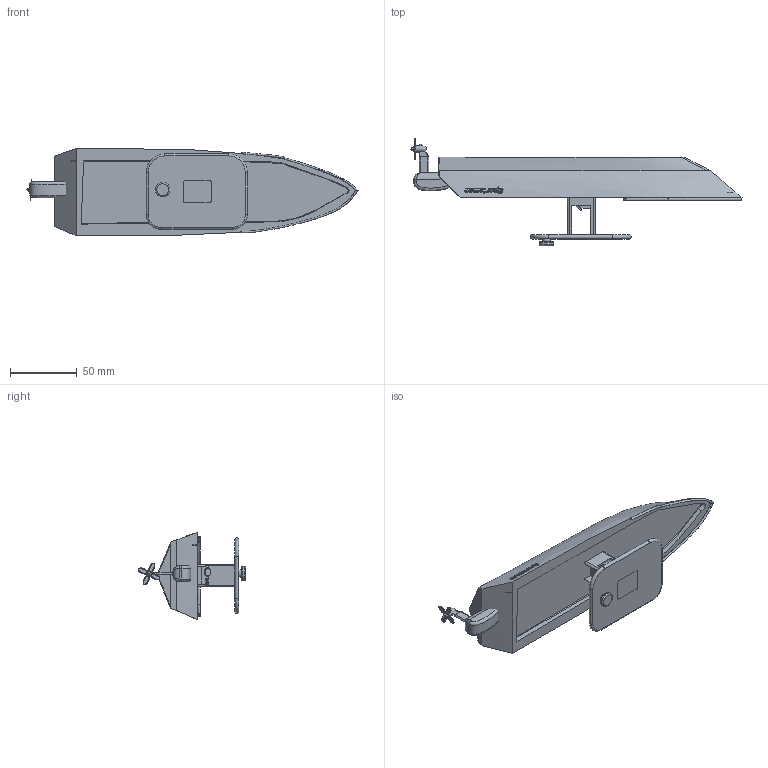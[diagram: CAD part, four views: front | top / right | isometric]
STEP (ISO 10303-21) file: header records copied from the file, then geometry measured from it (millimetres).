
FILE_DESCRIPTION(('FreeCAD Model'),'2;1');
FILE_NAME('Open CASCADE Shape Model','2025-05-05T06:04:36',('FreeCAD'),( 'FreeCAD'),'Open CASCADE STEP processor 7.6','FreeCAD','Unknown');
FILE_SCHEMA(('AUTOMOTIVE_DESIGN { 1 0 10303 214 1 1 1 1 }'));
Products named in the file (1): Open CASCADE STEP translator 7.6 1
Bounding box: 247.93 x 80.15 x 65.26 mm (x, y, z)
Volume: 232731.1 mm3; surface area: 50807.6 mm2
Topology: 38 solids, 38 shells, 858 faces, 2314 edges, 1507 vertices
Faces by surface type: bspline 686, plane 135, cylinder 28, torus 9
Full cylindrical faces by diameter (mm): 1.332 x1, 2.423 x1, 5.392 x1, 10.843 x1
Entity records: 50612 total; most frequent: CARTESIAN_POINT 33985, ORIENTED_EDGE 4582, EDGE_CURVE 2291, VERTEX_POINT 1506, B_SPLINE_CURVE_WITH_KNOTS 1391, DIRECTION 1339, FACE_BOUND 873, EDGE_LOOP 872
